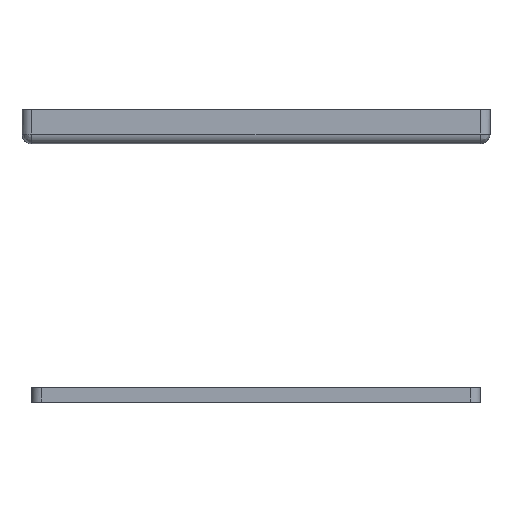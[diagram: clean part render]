
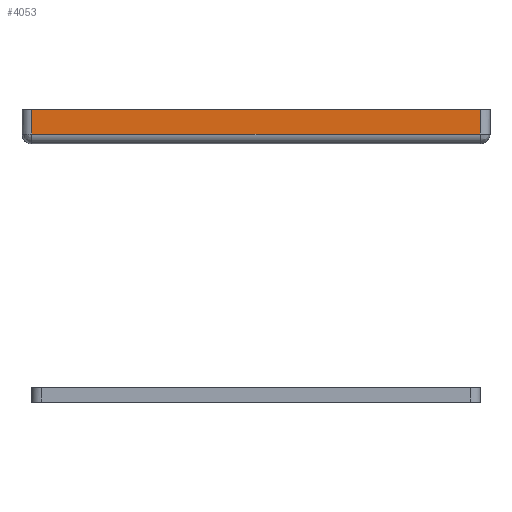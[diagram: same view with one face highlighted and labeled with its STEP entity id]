
A CAD part, top view. The second image highlights one B-rep face of the part: STEP entity #4053.
In plain terms, the highlighted free-form (B-spline) face has degree [1, 1] with [2, 2] control points.
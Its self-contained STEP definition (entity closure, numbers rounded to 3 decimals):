
#3393=CARTESIAN_POINT('',(-23.0,-2.5,7.5));
#3394=VERTEX_POINT('',#3393);
#3520=CARTESIAN_POINT('',(23.0,-2.5,7.5));
#3521=VERTEX_POINT('',#3520);
#3534=CARTESIAN_POINT('',(-23.0,-2.5,7.5));
#3535=CARTESIAN_POINT('',(23.0,-2.5,7.5));
#3536=QUASI_UNIFORM_CURVE('',1,(#3534,#3535),.UNSPECIFIED.,.F.,.U.);
#3537=EDGE_CURVE('',#3394,#3521,#3536,.T.);
#3560=CARTESIAN_POINT('',(-23.0,0.0,7.5));
#3561=VERTEX_POINT('',#3560);
#3579=CARTESIAN_POINT('',(-23.0,0.0,7.5));
#3580=CARTESIAN_POINT('',(-23.0,-2.5,7.5));
#3581=QUASI_UNIFORM_CURVE('',1,(#3579,#3580),.UNSPECIFIED.,.F.,.U.);
#3582=EDGE_CURVE('',#3561,#3394,#3581,.T.);
#3649=CARTESIAN_POINT('',(23.0,0.0,7.5));
#3650=VERTEX_POINT('',#3649);
#3663=CARTESIAN_POINT('',(23.0,-2.5,7.5));
#3664=CARTESIAN_POINT('',(23.0,0.0,7.5));
#3665=QUASI_UNIFORM_CURVE('',1,(#3663,#3664),.UNSPECIFIED.,.F.,.U.);
#3666=EDGE_CURVE('',#3521,#3650,#3665,.T.);
#4038=CARTESIAN_POINT('',(25.298,-2.625,7.5));
#4039=CARTESIAN_POINT('',(-25.298,-2.625,7.5));
#4040=CARTESIAN_POINT('',(25.298,0.125,7.5));
#4041=CARTESIAN_POINT('',(-25.298,0.125,7.5));
#4042=B_SPLINE_SURFACE_WITH_KNOTS('',1,1,((#4038,#4040),(#4039,#4041)),.UNSPECIFIED.,.F.,.F.,.U.,(2,2),(2,2),(0.0,50.595),(0.0,2.75),.UNSPECIFIED.);
#4043=CARTESIAN_POINT('',(23.0,0.0,7.5));
#4044=CARTESIAN_POINT('',(-23.0,0.0,7.5));
#4045=QUASI_UNIFORM_CURVE('',1,(#4043,#4044),.UNSPECIFIED.,.F.,.U.);
#4046=EDGE_CURVE('',#3650,#3561,#4045,.T.);
#4047=ORIENTED_EDGE('',*,*,#4046,.T.);
#4048=ORIENTED_EDGE('',*,*,#3582,.T.);
#4049=ORIENTED_EDGE('',*,*,#3537,.T.);
#4050=ORIENTED_EDGE('',*,*,#3666,.T.);
#4051=EDGE_LOOP('',(#4047,#4048,#4049,#4050));
#4052=FACE_OUTER_BOUND('',#4051,.T.);
#4053=ADVANCED_FACE('',(#4052),#4042,.F.);
